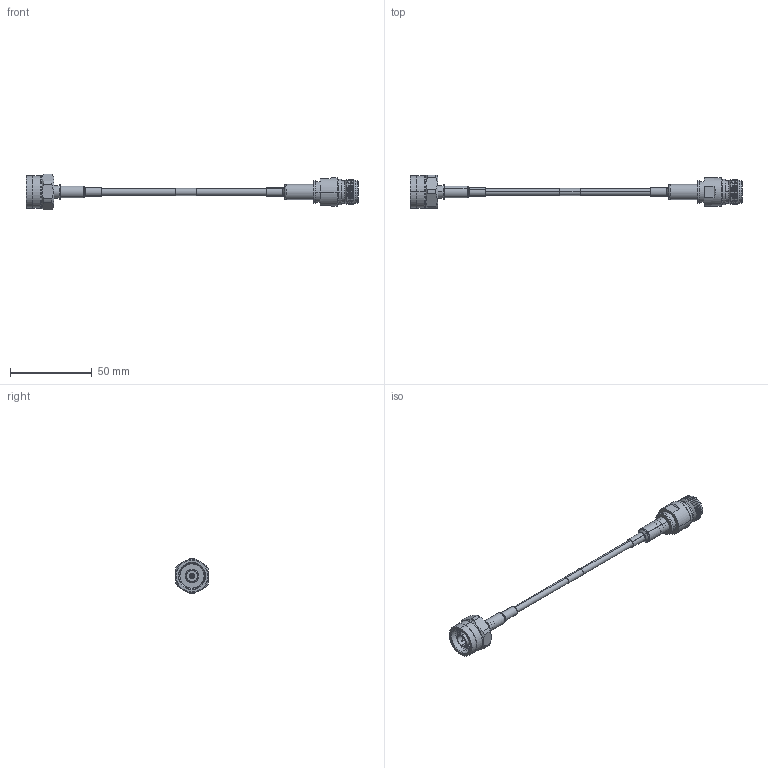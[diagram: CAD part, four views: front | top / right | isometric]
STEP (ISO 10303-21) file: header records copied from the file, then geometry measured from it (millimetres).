
FILE_DESCRIPTION (( 'STEP AP214' ), '1' );
FILE_NAME ('FMCA2351.STEP', '2021-04-12T19:15:38', ( '' ), ( '' ), 'SwSTEP 2.0', 'SolidWorks 2020', '' );
FILE_SCHEMA (( 'AUTOMOTIVE_DESIGN' ));
Length unit declared in the file: millimetre
Products named in the file (6): CA-195R-MA1; FMCA2351; TC-402-NM-LP-PE; CA-195R-MA1_.345" OD AT FERRULE; TC-402-NF-LP-PE; TFT-402-LF_WITH LABEL
Assembly tree (5 placements, depth 2):
  FMCA2351
    TFT-402-LF_WITH LABEL
    CA-195R-MA1_.345" OD AT FERRULE
    CA-195R-MA1
    TC-402-NM-LP-PE
    TC-402-NF-LP-PE
Bounding box: 202.91 x 20.28 x 21.9 mm (x, y, z)
Volume: 11156.9 mm3; surface area: 10826.3 mm2
Topology: 5 solids, 5 shells, 270 faces, 582 edges, 353 vertices
Faces by surface type: cylinder 118, cone 66, plane 60, torus 24, bspline 2
Entity records: 8810 total; most frequent: CARTESIAN_POINT 2505, DIRECTION 1395, ORIENTED_EDGE 1164, AXIS2_PLACEMENT_3D 585, EDGE_CURVE 582, VERTEX_POINT 353, CIRCLE 309, EDGE_LOOP 309
